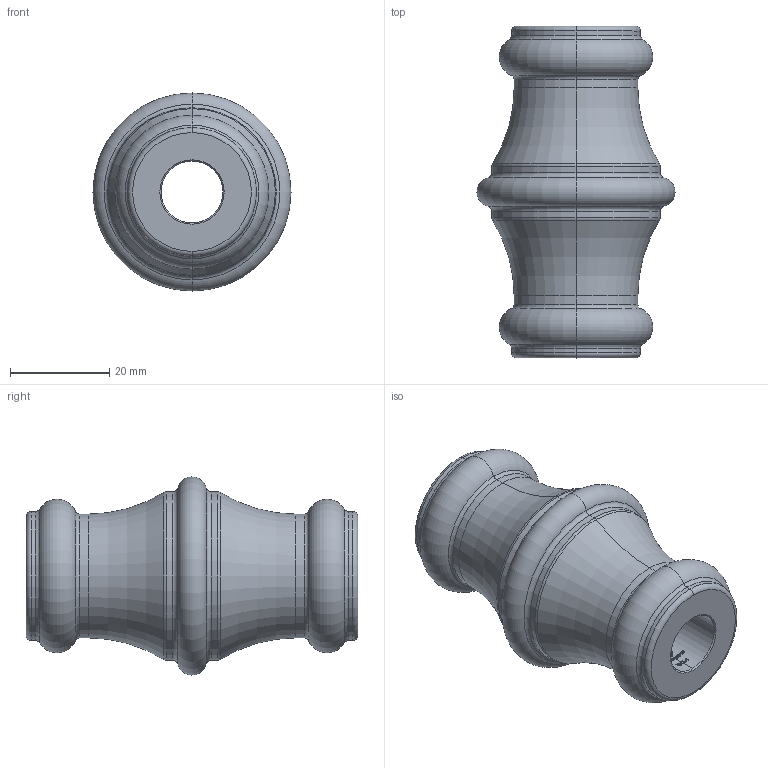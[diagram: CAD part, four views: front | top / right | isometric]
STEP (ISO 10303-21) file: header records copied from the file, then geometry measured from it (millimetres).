
FILE_DESCRIPTION (( 'STEP AP203' ), '1' );
FILE_NAME ('1341-1.STEP', '2022-01-24T07:57:22', ( '' ), ( '' ), 'SwSTEP 2.0', 'SolidWorks 2018', '' );
FILE_SCHEMA (( 'CONFIG_CONTROL_DESIGN' ));
Length unit declared in the file: millimetre
Products named in the file (2): 1341-1
Bounding box: 40 x 67 x 40 mm (x, y, z)
Volume: 37983.1 mm3; surface area: 10406.9 mm2
Topology: 1 solids, 1 shells, 268 faces, 706 edges, 456 vertices
Faces by surface type: plane 116, bspline 82, cylinder 36, torus 30, cone 4
Entity records: 11059 total; most frequent: CARTESIAN_POINT 4716, ORIENTED_EDGE 1412, DIRECTION 1098, EDGE_CURVE 706, VERTEX_POINT 456, AXIS2_PLACEMENT_3D 384, LINE 330, VECTOR 330
